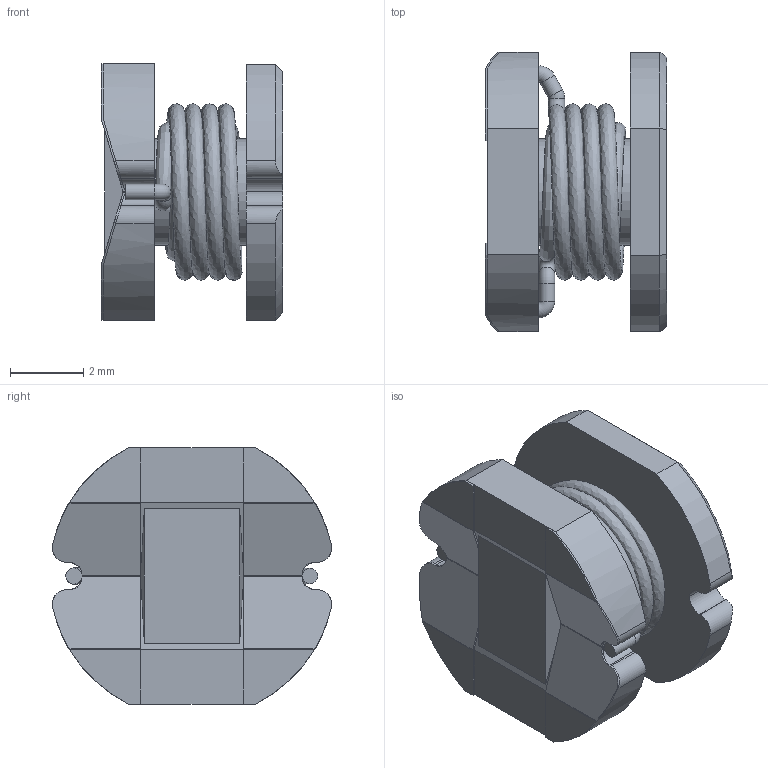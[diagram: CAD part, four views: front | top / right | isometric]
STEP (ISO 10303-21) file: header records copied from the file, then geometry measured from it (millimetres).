
FILE_DESCRIPTION(('FreeCAD Model'),'2;1');
FILE_NAME('Inductor_WE-PD2-7850.STEP' ,'2016-03-20T00:52:05',('Author'),(''), 'Open CASCADE STEP processor 6.8','FreeCAD','Unknown');
FILE_SCHEMA(('AUTOMOTIVE_DESIGN_CC2 { 1 2 10303 214 -1 1 5 4 }'));
Length unit declared in the file: millimetre
Products named in the file (3): Assem1; Assem002; Assem003
Bounding box: 4.95 x 7.63 x 7 mm (x, y, z)
Volume: 134.1 mm3; surface area: 448.2 mm2
Topology: 3 solids, 3 shells, 191 faces, 501 edges, 328 vertices
Faces by surface type: plane 115, cylinder 47, extrusion 16, torus 7, cone 4, bspline 2
Full cylindrical faces by diameter (mm): 0.427 x2, 0.443 x2, 2.9 x1
Entity records: 22414 total; most frequent: CARTESIAN_POINT 13127, DIRECTION 1286, ORIENTED_EDGE 1002, PCURVE 1002, DEFINITIONAL_REPRESENTATION 1002, B_SPLINE_CURVE_WITH_KNOTS 703, VECTOR 612, LINE 596
